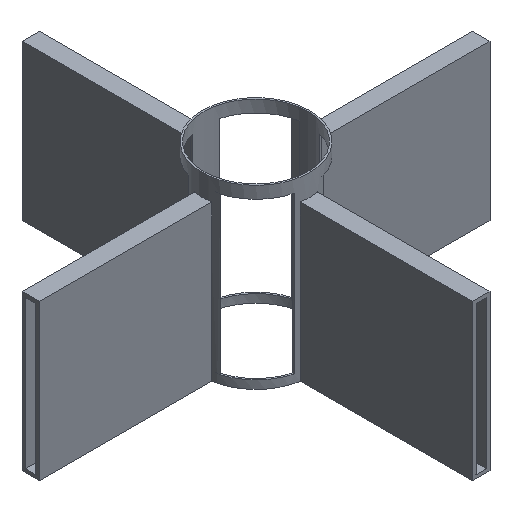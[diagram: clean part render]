
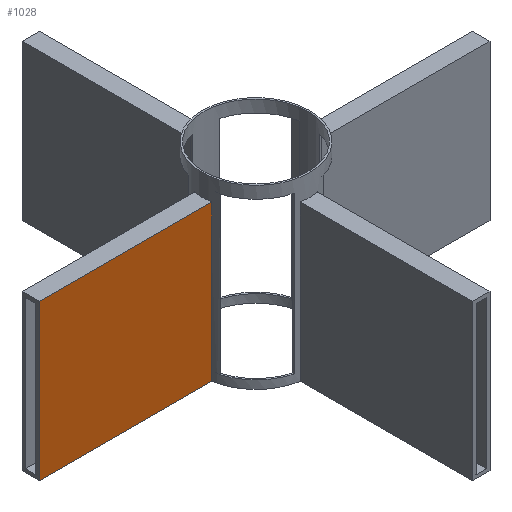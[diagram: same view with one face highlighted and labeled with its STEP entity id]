
A CAD part, isometric view. The second image highlights one B-rep face of the part: STEP entity #1028.
In plain terms, the highlighted planar face has unit normal (0, -1, 0).
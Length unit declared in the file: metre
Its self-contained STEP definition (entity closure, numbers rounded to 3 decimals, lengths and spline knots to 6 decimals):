
#18=PLANE('',#1127);
#68=LINE('',#1524,#180);
#77=LINE('',#1548,#189);
#78=LINE('',#1550,#190);
#79=LINE('',#1552,#191);
#180=VECTOR('',#1221,1.);
#189=VECTOR('',#1242,1.);
#190=VECTOR('',#1243,1.);
#191=VECTOR('',#1244,1.);
#308=ORIENTED_EDGE('',*,*,#587,.F.);
#309=ORIENTED_EDGE('',*,*,#599,.T.);
#310=ORIENTED_EDGE('',*,*,#600,.T.);
#311=ORIENTED_EDGE('',*,*,#601,.F.);
#587=EDGE_CURVE('',#733,#735,#68,.T.);
#599=EDGE_CURVE('',#733,#744,#77,.T.);
#600=EDGE_CURVE('',#744,#745,#78,.T.);
#601=EDGE_CURVE('',#735,#745,#79,.T.);
#733=VERTEX_POINT('',#1522);
#735=VERTEX_POINT('',#1525);
#744=VERTEX_POINT('',#1549);
#745=VERTEX_POINT('',#1551);
#871=EDGE_LOOP('',(#308,#309,#310,#311));
#947=FACE_BOUND('',#871,.T.);
#1028=ADVANCED_FACE('',(#947),#18,.F.);
#1127=AXIS2_PLACEMENT_3D('',#1547,#1240,#1241);
#1221=DIRECTION('',(0.,0.,-1.));
#1240=DIRECTION('',(0.,1.,0.));
#1241=DIRECTION('',(0.,0.,1.));
#1242=DIRECTION('',(-1.,0.,0.));
#1243=DIRECTION('',(0.,0.,-1.));
#1244=DIRECTION('',(-1.,0.,0.));
#1522=CARTESIAN_POINT('',(-0.015297,-0.0025,0.044787));
#1524=CARTESIAN_POINT('',(-0.015297,-0.0025,0.051));
#1525=CARTESIAN_POINT('',(-0.015297,-0.0025,0.));
#1547=CARTESIAN_POINT('',(0.015502,-0.0025,0.022394));
#1548=CARTESIAN_POINT('',(0.015502,-0.0025,0.044787));
#1549=CARTESIAN_POINT('',(-0.065,-0.0025,0.044787));
#1550=CARTESIAN_POINT('',(-0.065,-0.0025,0.022394));
#1551=CARTESIAN_POINT('',(-0.065,-0.0025,0.));
#1552=CARTESIAN_POINT('',(0.015502,-0.0025,0.));
